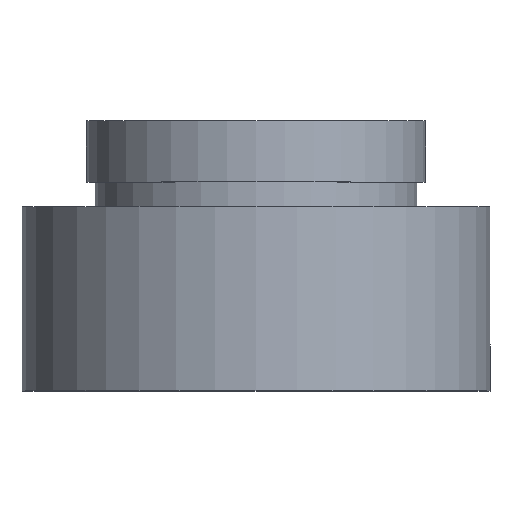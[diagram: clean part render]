
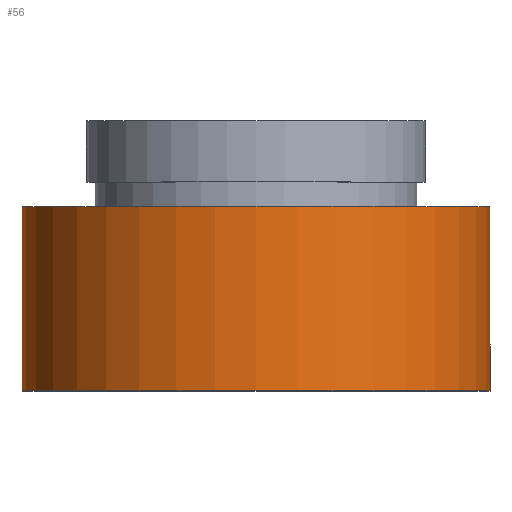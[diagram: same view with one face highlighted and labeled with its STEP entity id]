
A CAD part, top view. The second image highlights one B-rep face of the part: STEP entity #56.
In plain terms, the highlighted cylindrical face has radius 9.525 mm (diameter 19.05 mm), a partial arc.
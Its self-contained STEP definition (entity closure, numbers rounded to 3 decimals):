
#1 = DIRECTION ( 'NONE',  ( -1., 0., 0. ) ) ;
#3 = CARTESIAN_POINT ( 'NONE',  ( 0., 7.5, 0. ) ) ;
#56 = ADVANCED_FACE ( 'NONE', ( #305 ), #346, .T. ) ;
#97 = AXIS2_PLACEMENT_3D ( 'NONE', #3, #151, #1 ) ;
#107 = LINE ( 'NONE', #246, #302 ) ;
#121 = ORIENTED_EDGE ( 'NONE', *, *, #440, .T. ) ;
#123 = CIRCLE ( 'NONE', #97, 9.525 ) ;
#138 = VERTEX_POINT ( 'NONE', #579 ) ;
#151 = DIRECTION ( 'NONE',  ( 0., 1., 0. ) ) ;
#164 = EDGE_CURVE ( 'NONE', #308, #478, #123, .T. ) ;
#166 = CARTESIAN_POINT ( 'NONE',  ( -9.525, 7.5, 0. ) ) ;
#172 = EDGE_CURVE ( 'NONE', #138, #478, #107, .T. ) ;
#181 = LINE ( 'NONE', #386, #542 ) ;
#216 = EDGE_LOOP ( 'NONE', ( #121, #340, #356, #503 ) ) ;
#229 = EDGE_CURVE ( 'NONE', #496, #308, #181, .T. ) ;
#246 = CARTESIAN_POINT ( 'NONE',  ( 9.525, 16.886, 0. ) ) ;
#302 = VECTOR ( 'NONE', #430, 1000. ) ;
#305 = FACE_OUTER_BOUND ( 'NONE', #216, .T. ) ;
#308 = VERTEX_POINT ( 'NONE', #166 ) ;
#317 = DIRECTION ( 'NONE',  ( 0., 1., 0. ) ) ;
#330 = DIRECTION ( 'NONE',  ( 0., 1., 0. ) ) ;
#340 = ORIENTED_EDGE ( 'NONE', *, *, #172, .T. ) ;
#342 = DIRECTION ( 'NONE',  ( 0., 1., 0. ) ) ;
#346 = CYLINDRICAL_SURFACE ( 'NONE', #456, 9.525 ) ;
#356 = ORIENTED_EDGE ( 'NONE', *, *, #164, .F. ) ;
#386 = CARTESIAN_POINT ( 'NONE',  ( -9.525, 16.886, 0. ) ) ;
#418 = DIRECTION ( 'NONE',  ( -1., 0., 0. ) ) ;
#430 = DIRECTION ( 'NONE',  ( 0., 1., 0. ) ) ;
#440 = EDGE_CURVE ( 'NONE', #496, #138, #535, .T. ) ;
#446 = DIRECTION ( 'NONE',  ( -1., 0., 0. ) ) ;
#449 = CARTESIAN_POINT ( 'NONE',  ( 0., 0., 0. ) ) ;
#456 = AXIS2_PLACEMENT_3D ( 'NONE', #608, #330, #418 ) ;
#465 = CARTESIAN_POINT ( 'NONE',  ( -9.525, 0., 0. ) ) ;
#478 = VERTEX_POINT ( 'NONE', #593 ) ;
#496 = VERTEX_POINT ( 'NONE', #465 ) ;
#503 = ORIENTED_EDGE ( 'NONE', *, *, #229, .F. ) ;
#535 = CIRCLE ( 'NONE', #575, 9.525 ) ;
#542 = VECTOR ( 'NONE', #342, 1000. ) ;
#575 = AXIS2_PLACEMENT_3D ( 'NONE', #449, #317, #446 ) ;
#579 = CARTESIAN_POINT ( 'NONE',  ( 9.525, 0., 0. ) ) ;
#593 = CARTESIAN_POINT ( 'NONE',  ( 9.525, 7.5, 0. ) ) ;
#608 = CARTESIAN_POINT ( 'NONE',  ( 0., 16.886, 0. ) ) ;
